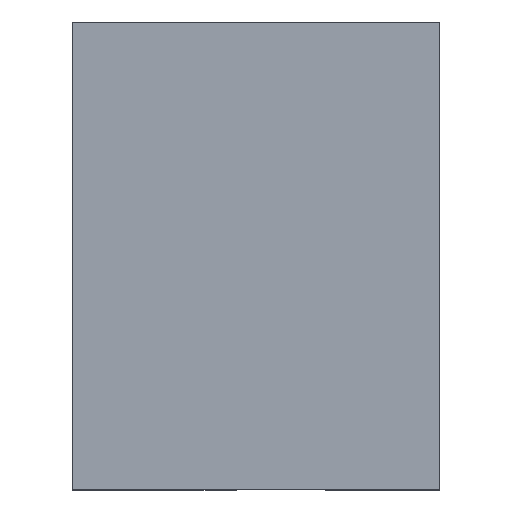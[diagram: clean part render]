
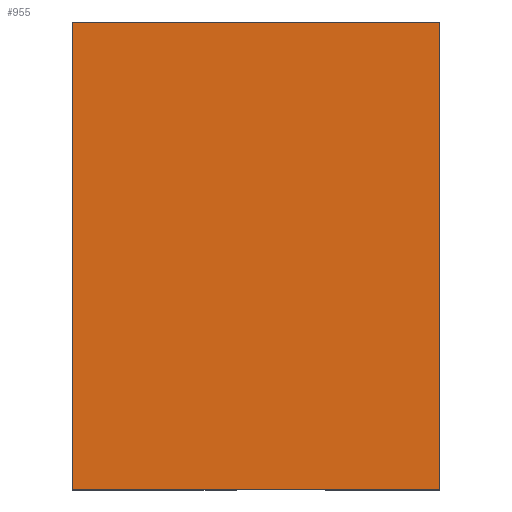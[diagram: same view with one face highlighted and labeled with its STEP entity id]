
A CAD part, top view. The second image highlights one B-rep face of the part: STEP entity #955.
In plain terms, the highlighted planar face has unit normal (0, 0, 1).
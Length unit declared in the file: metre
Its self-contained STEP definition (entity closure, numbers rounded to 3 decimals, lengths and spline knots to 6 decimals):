
#100=ORIENTED_EDGE('',*,*,#354,.F.);
#101=ORIENTED_EDGE('',*,*,#360,.T.);
#102=ORIENTED_EDGE('',*,*,#346,.T.);
#103=ORIENTED_EDGE('',*,*,#362,.F.);
#346=EDGE_CURVE('',#480,#479,#570,.T.);
#354=EDGE_CURVE('',#486,#487,#578,.T.);
#360=EDGE_CURVE('',#486,#480,#584,.T.);
#362=EDGE_CURVE('',#487,#479,#586,.T.);
#479=VERTEX_POINT('',#1425);
#480=VERTEX_POINT('',#1427);
#486=VERTEX_POINT('',#1441);
#487=VERTEX_POINT('',#1443);
#570=LINE('',#1426,#702);
#578=LINE('',#1442,#710);
#584=LINE('',#1452,#716);
#586=LINE('',#1455,#718);
#702=VECTOR('',#1134,1.);
#710=VECTOR('',#1144,1.);
#716=VECTOR('',#1152,1.);
#718=VECTOR('',#1156,1.);
#795=EDGE_LOOP('',(#100,#101,#102,#103));
#855=FACE_BOUND('',#795,.T.);
#906=PLANE('',#1021);
#955=ADVANCED_FACE('',(#855),#906,.T.);
#1021=AXIS2_PLACEMENT_3D('',#1456,#1157,#1158);
#1134=DIRECTION('',(1.,0.,0.));
#1144=DIRECTION('',(1.,0.,0.));
#1152=DIRECTION('',(0.,-1.,0.));
#1156=DIRECTION('',(0.,-1.,0.));
#1157=DIRECTION('',(0.,0.,1.));
#1158=DIRECTION('',(1.,0.,0.));
#1425=CARTESIAN_POINT('',(0.,-0.02667,0.02032));
#1426=CARTESIAN_POINT('',(-0.020955,-0.02667,0.02032));
#1427=CARTESIAN_POINT('',(-0.04191,-0.02667,0.02032));
#1441=CARTESIAN_POINT('',(-0.04191,0.02667,0.02032));
#1442=CARTESIAN_POINT('',(-0.020955,0.02667,0.02032));
#1443=CARTESIAN_POINT('',(0.,0.02667,0.02032));
#1452=CARTESIAN_POINT('',(-0.04191,0.,0.02032));
#1455=CARTESIAN_POINT('',(0.,0.,0.02032));
#1456=CARTESIAN_POINT('',(-0.020955,0.,0.02032));
